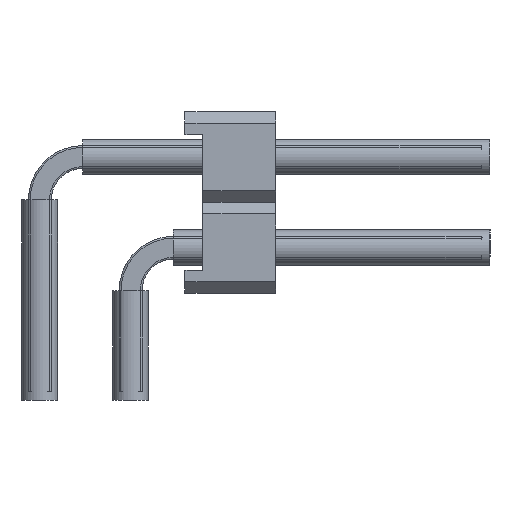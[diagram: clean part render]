
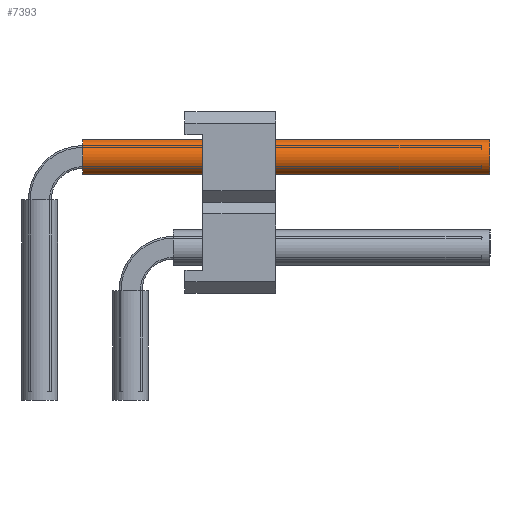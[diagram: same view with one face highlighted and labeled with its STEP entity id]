
A CAD part, left-side view. The second image highlights one B-rep face of the part: STEP entity #7393.
In plain terms, the highlighted cylindrical face has radius 0.5 mm (diameter 1 mm), a full revolution.
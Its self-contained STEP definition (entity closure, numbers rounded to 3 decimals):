
#4058=ORIENTED_EDGE('',*,*,#5112,.F.);
#4059=ORIENTED_EDGE('',*,*,#5113,.T.);
#5112=EDGE_CURVE('',#5812,#5812,#6060,.T.);
#5113=EDGE_CURVE('',#5813,#5813,#6061,.T.);
#5812=VERTEX_POINT('',#12369);
#5813=VERTEX_POINT('',#12371);
#6060=CIRCLE('',#8106,0.5);
#6061=CIRCLE('',#8107,0.5);
#6480=EDGE_LOOP('',(#4058));
#6481=EDGE_LOOP('',(#4059));
#6900=FACE_BOUND('',#6480,.T.);
#6901=FACE_BOUND('',#6481,.T.);
#7029=CYLINDRICAL_SURFACE('',#8105,0.5);
#7393=ADVANCED_FACE('',(#6900,#6901),#7029,.F.);
#8105=AXIS2_PLACEMENT_3D('',#12367,#10196,#10197);
#8106=AXIS2_PLACEMENT_3D('',#12368,#10198,#10199);
#8107=AXIS2_PLACEMENT_3D('',#12370,#10200,#10201);
#10196=DIRECTION('',(1.,0.,0.));
#10197=DIRECTION('',(0.,0.,-1.));
#10198=DIRECTION('',(-1.,0.,0.));
#10199=DIRECTION('',(0.,0.,1.));
#10200=DIRECTION('',(-1.,0.,0.));
#10201=DIRECTION('',(0.,0.,1.));
#12367=CARTESIAN_POINT('',(1.2,0.,6.81));
#12368=CARTESIAN_POINT('',(12.6,0.,6.81));
#12369=CARTESIAN_POINT('',(12.6,0.,7.31));
#12370=CARTESIAN_POINT('',(1.2,0.,6.81));
#12371=CARTESIAN_POINT('',(1.2,0.,7.31));
